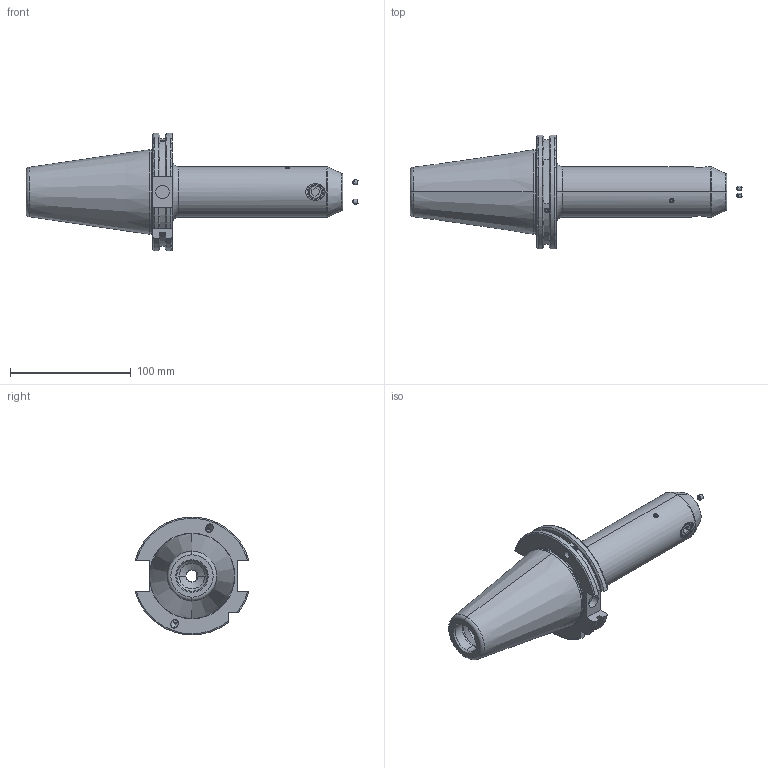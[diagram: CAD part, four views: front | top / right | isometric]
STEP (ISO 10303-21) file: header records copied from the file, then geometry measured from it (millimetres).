
FILE_DESCRIPTION (( 'STEP AP203' ), '1' );
FILE_NAME ('91506-WK212160.STEP', '2017-11-04T12:20:15', ( '' ), ( '' ), 'SwSTEP 2.0', 'SolidWorks 2009', '' );
FILE_SCHEMA (( 'CONFIG_CONTROL_DESIGN' ));
Length unit declared in the file: millimetre
Products named in the file (5): M12X16_ISO 4026 - M12 x 12-N; 91506-WK212160; M4X4_DIN 913 - M4 x 4-N; Copy of M4X4_DIN 913 - M4 x 4-N; SK50EK12160FWW
Assembly tree (8 placements, depth 2):
  91506-WK212160
    M12X16_ISO 4026 - M12 x 12-N
    Copy of M4X4_DIN 913 - M4 x 4-N  x4
    M4X4_DIN 913 - M4 x 4-N  x2
    SK50EK12160FWW
Bounding box: 274.44 x 94.05 x 97.5 mm (x, y, z)
Volume: 510565.6 mm3; surface area: 68628.4 mm2
Topology: 8 solids, 8 shells, 252 faces, 591 edges, 370 vertices
Faces by surface type: plane 95, cylinder 81, cone 52, torus 22, sphere 2
Entity records: 7080 total; most frequent: CARTESIAN_POINT 1985, DIRECTION 952, ORIENTED_EDGE 926, EDGE_CURVE 463, AXIS2_PLACEMENT_3D 376, VERTEX_POINT 290, EDGE_LOOP 223, LINE 200
